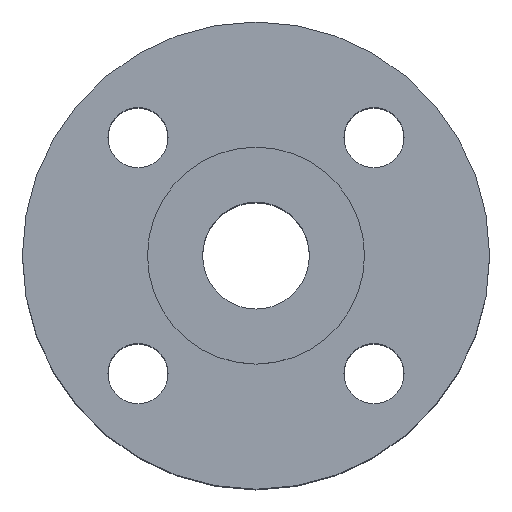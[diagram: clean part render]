
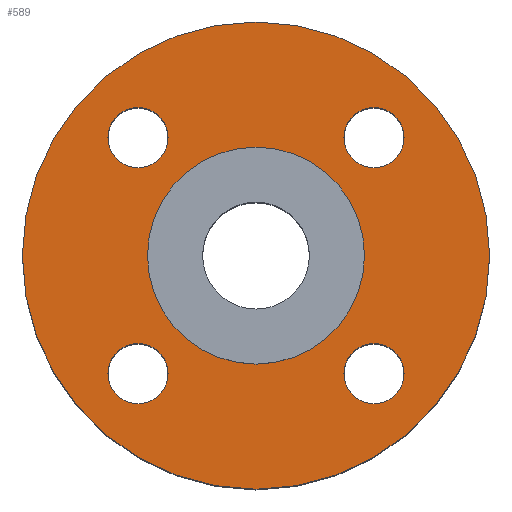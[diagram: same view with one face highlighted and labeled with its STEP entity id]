
A CAD part, top view. The second image highlights one B-rep face of the part: STEP entity #589.
In plain terms, the highlighted planar face has unit normal (0, 0, 1).
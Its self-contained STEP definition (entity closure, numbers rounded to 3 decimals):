
#29=FACE_BOUND('',#112,.T.);
#30=FACE_BOUND('',#113,.T.);
#31=FACE_BOUND('',#114,.T.);
#32=FACE_BOUND('',#115,.T.);
#33=FACE_BOUND('',#116,.T.);
#43=PLANE('',#693);
#71=FACE_OUTER_BOUND('',#111,.T.);
#111=EDGE_LOOP('',(#505,#506));
#112=EDGE_LOOP('',(#507,#508));
#113=EDGE_LOOP('',(#509,#510));
#114=EDGE_LOOP('',(#511,#512));
#115=EDGE_LOOP('',(#513,#514));
#116=EDGE_LOOP('',(#515,#516));
#159=CIRCLE('',#616,9.);
#160=CIRCLE('',#617,9.);
#164=CIRCLE('',#623,9.);
#165=CIRCLE('',#624,9.);
#169=CIRCLE('',#630,9.);
#170=CIRCLE('',#631,9.);
#174=CIRCLE('',#637,9.);
#175=CIRCLE('',#638,9.);
#214=CIRCLE('',#691,32.5);
#215=CIRCLE('',#692,32.5);
#216=CIRCLE('',#694,70.);
#217=CIRCLE('',#695,70.);
#229=VERTEX_POINT('',#923);
#230=VERTEX_POINT('',#924);
#234=VERTEX_POINT('',#937);
#235=VERTEX_POINT('',#938);
#239=VERTEX_POINT('',#951);
#240=VERTEX_POINT('',#952);
#244=VERTEX_POINT('',#965);
#245=VERTEX_POINT('',#966);
#280=VERTEX_POINT('',#1089);
#281=VERTEX_POINT('',#1090);
#282=VERTEX_POINT('',#1095);
#283=VERTEX_POINT('',#1096);
#293=EDGE_CURVE('',#229,#230,#159,.T.);
#294=EDGE_CURVE('',#230,#229,#160,.T.);
#300=EDGE_CURVE('',#234,#235,#164,.T.);
#301=EDGE_CURVE('',#235,#234,#165,.T.);
#307=EDGE_CURVE('',#239,#240,#169,.T.);
#308=EDGE_CURVE('',#240,#239,#170,.T.);
#314=EDGE_CURVE('',#244,#245,#174,.T.);
#315=EDGE_CURVE('',#245,#244,#175,.T.);
#361=EDGE_CURVE('',#280,#281,#214,.T.);
#362=EDGE_CURVE('',#281,#280,#215,.T.);
#364=EDGE_CURVE('',#282,#283,#216,.T.);
#365=EDGE_CURVE('',#283,#282,#217,.T.);
#505=ORIENTED_EDGE('',*,*,#364,.F.);
#506=ORIENTED_EDGE('',*,*,#365,.F.);
#507=ORIENTED_EDGE('',*,*,#293,.T.);
#508=ORIENTED_EDGE('',*,*,#294,.T.);
#509=ORIENTED_EDGE('',*,*,#300,.T.);
#510=ORIENTED_EDGE('',*,*,#301,.T.);
#511=ORIENTED_EDGE('',*,*,#307,.T.);
#512=ORIENTED_EDGE('',*,*,#308,.T.);
#513=ORIENTED_EDGE('',*,*,#314,.T.);
#514=ORIENTED_EDGE('',*,*,#315,.T.);
#515=ORIENTED_EDGE('',*,*,#361,.T.);
#516=ORIENTED_EDGE('',*,*,#362,.T.);
#589=ADVANCED_FACE('',(#71,#29,#30,#31,#32,#33),#43,.T.);
#616=AXIS2_PLACEMENT_3D('',#925,#715,#716);
#617=AXIS2_PLACEMENT_3D('',#926,#717,#718);
#623=AXIS2_PLACEMENT_3D('',#939,#731,#732);
#624=AXIS2_PLACEMENT_3D('',#940,#733,#734);
#630=AXIS2_PLACEMENT_3D('',#953,#747,#748);
#631=AXIS2_PLACEMENT_3D('',#954,#749,#750);
#637=AXIS2_PLACEMENT_3D('',#967,#763,#764);
#638=AXIS2_PLACEMENT_3D('',#968,#765,#766);
#691=AXIS2_PLACEMENT_3D('',#1091,#878,#879);
#692=AXIS2_PLACEMENT_3D('',#1092,#880,#881);
#693=AXIS2_PLACEMENT_3D('',#1094,#883,#884);
#694=AXIS2_PLACEMENT_3D('',#1097,#885,#886);
#695=AXIS2_PLACEMENT_3D('',#1098,#887,#888);
#715=DIRECTION('center_axis',(0.,0.,-1.));
#716=DIRECTION('ref_axis',(0.,-1.,0.));
#717=DIRECTION('center_axis',(0.,0.,-1.));
#718=DIRECTION('ref_axis',(0.,-1.,0.));
#731=DIRECTION('center_axis',(0.,0.,-1.));
#732=DIRECTION('ref_axis',(-1.,0.,0.));
#733=DIRECTION('center_axis',(0.,0.,-1.));
#734=DIRECTION('ref_axis',(-1.,0.,0.));
#747=DIRECTION('center_axis',(0.,0.,-1.));
#748=DIRECTION('ref_axis',(0.,1.,0.));
#749=DIRECTION('center_axis',(0.,0.,-1.));
#750=DIRECTION('ref_axis',(0.,1.,0.));
#763=DIRECTION('center_axis',(0.,0.,-1.));
#764=DIRECTION('ref_axis',(1.,0.,0.));
#765=DIRECTION('center_axis',(0.,0.,-1.));
#766=DIRECTION('ref_axis',(1.,0.,0.));
#878=DIRECTION('center_axis',(0.,0.,-1.));
#879=DIRECTION('ref_axis',(1.,0.,0.));
#880=DIRECTION('center_axis',(0.,0.,-1.));
#881=DIRECTION('ref_axis',(1.,0.,0.));
#883=DIRECTION('center_axis',(0.,0.,1.));
#884=DIRECTION('ref_axis',(1.,0.,0.));
#885=DIRECTION('center_axis',(0.,0.,-1.));
#886=DIRECTION('ref_axis',(1.,0.,0.));
#887=DIRECTION('center_axis',(0.,0.,-1.));
#888=DIRECTION('ref_axis',(1.,0.,0.));
#923=CARTESIAN_POINT('',(35.355,-44.355,63.75));
#924=CARTESIAN_POINT('',(35.355,-26.355,63.75));
#925=CARTESIAN_POINT('Origin',(35.355,-35.355,63.75));
#926=CARTESIAN_POINT('Origin',(35.355,-35.355,63.75));
#937=CARTESIAN_POINT('',(-44.355,-35.355,63.75));
#938=CARTESIAN_POINT('',(-26.355,-35.355,63.75));
#939=CARTESIAN_POINT('Origin',(-35.355,-35.355,63.75));
#940=CARTESIAN_POINT('Origin',(-35.355,-35.355,63.75));
#951=CARTESIAN_POINT('',(-35.355,44.355,63.75));
#952=CARTESIAN_POINT('',(-35.355,26.355,63.75));
#953=CARTESIAN_POINT('Origin',(-35.355,35.355,63.75));
#954=CARTESIAN_POINT('Origin',(-35.355,35.355,63.75));
#965=CARTESIAN_POINT('',(44.355,35.355,63.75));
#966=CARTESIAN_POINT('',(26.355,35.355,63.75));
#967=CARTESIAN_POINT('Origin',(35.355,35.355,63.75));
#968=CARTESIAN_POINT('Origin',(35.355,35.355,63.75));
#1089=CARTESIAN_POINT('',(0.,32.5,63.75));
#1090=CARTESIAN_POINT('',(0.,-32.5,63.75));
#1091=CARTESIAN_POINT('Origin',(0.,0.,63.75));
#1092=CARTESIAN_POINT('Origin',(0.,0.,63.75));
#1094=CARTESIAN_POINT('Origin',(0.,70.,63.75));
#1095=CARTESIAN_POINT('',(0.,70.,63.75));
#1096=CARTESIAN_POINT('',(0.,-70.,63.75));
#1097=CARTESIAN_POINT('Origin',(0.,0.,63.75));
#1098=CARTESIAN_POINT('Origin',(0.,0.,63.75));
